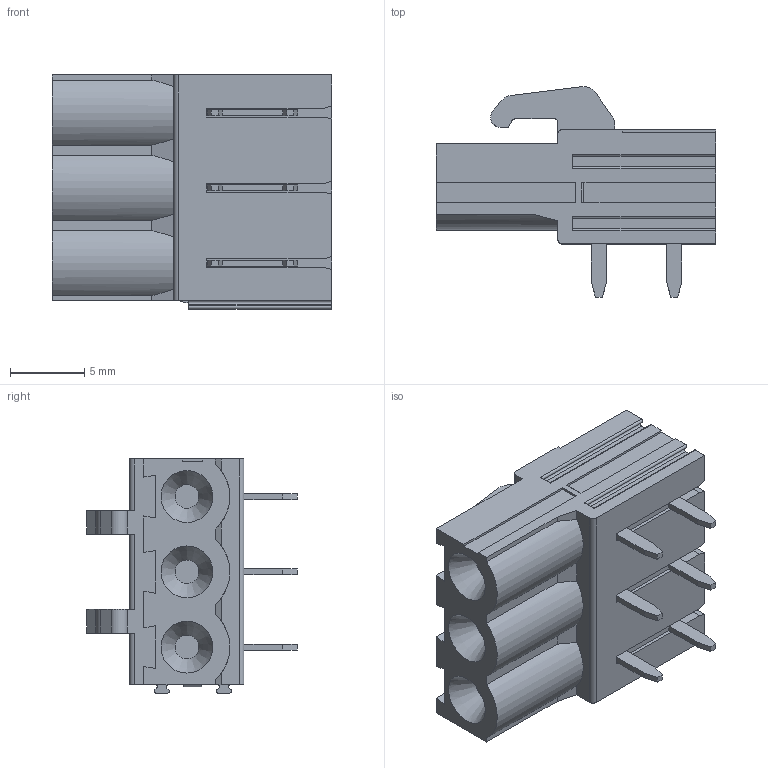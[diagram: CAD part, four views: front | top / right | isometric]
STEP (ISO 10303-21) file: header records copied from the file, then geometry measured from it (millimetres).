
FILE_DESCRIPTION(('STEP AP214'),'1');
FILE_NAME('PF03-5.08-H-M.stp','2016-07-25T15:39:24',(' '),(' '),'Spatial InterOp 3D',' ',' ');
FILE_SCHEMA(('automotive_design'));
Length unit declared in the file: metre
Products named in the file (1): 1
Bounding box: 18.85 x 14.22 x 15.8 mm (x, y, z)
Volume: 1884.8 mm3; surface area: 1445.4 mm2
Topology: 1 solids, 1 shells, 223 faces, 620 edges, 412 vertices
Faces by surface type: plane 183, cylinder 37, cone 3
Entity records: 8854 total; most frequent: CARTESIAN_POINT 1253, ORIENTED_EDGE 1234, DIRECTION 1151, EDGE_CURVE 617, LINE 531, VECTOR 531, VERTEX_POINT 412, AXIS2_PLACEMENT_3D 310
